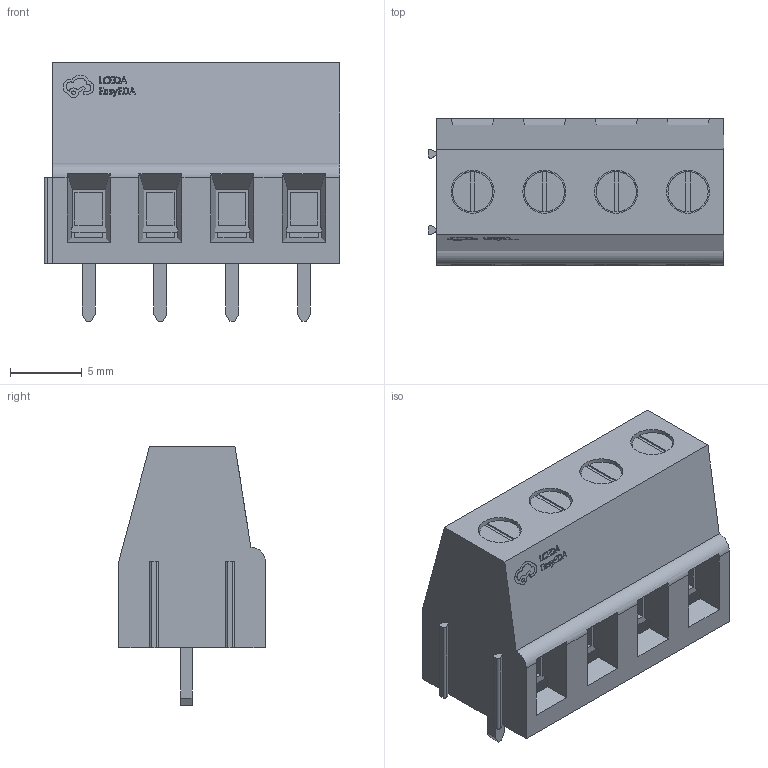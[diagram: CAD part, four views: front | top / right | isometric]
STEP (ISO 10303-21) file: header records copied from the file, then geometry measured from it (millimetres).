
FILE_DESCRIPTION (( 'STEP AP214' ), '1' );
FILE_NAME ('CONN-TH_4P-MX128-5.0-04P-GN01-CU-Y-A.STEP', '2023-11-09T05:34:26', ( 'PC' ), ( 'Microsoft' ), 'SwSTEP 2.0', 'SolidWorks 2020', '' );
FILE_SCHEMA (( 'AUTOMOTIVE_DESIGN' ));
Length unit declared in the file: millimetre
Products named in the file (1): CONN-TH_4P-MX128-5.0-04P-GN01-CU-Y-A
Bounding box: 20.6 x 10.2 x 18 mm (x, y, z)
Volume: 2067.8 mm3; surface area: 1908.9 mm2
Topology: 1 solids, 1 shells, 485 faces, 1384 edges, 912 vertices
Faces by surface type: plane 342, bspline 98, cylinder 45
Entity records: 21557 total; most frequent: CARTESIAN_POINT 4112, ORIENTED_EDGE 2768, DIRECTION 2058, EDGE_CURVE 1384, LINE 1070, VECTOR 1070, VERTEX_POINT 912, EDGE_LOOP 520
